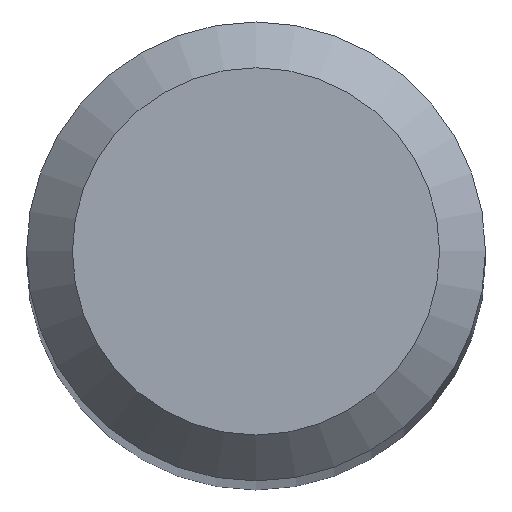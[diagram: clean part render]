
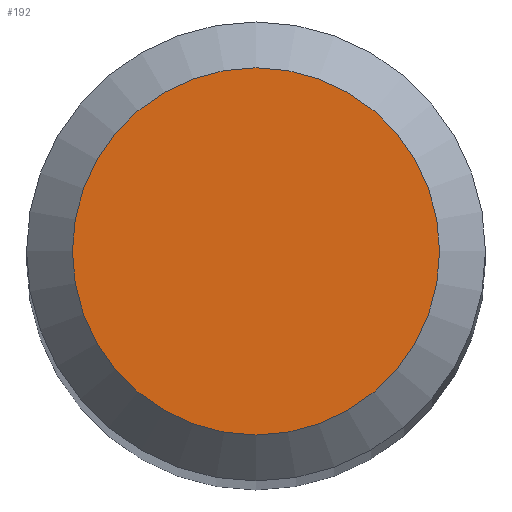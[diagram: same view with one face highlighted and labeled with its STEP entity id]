
A CAD part, top view. The second image highlights one B-rep face of the part: STEP entity #192.
In plain terms, the highlighted planar face has unit normal (0, 0, 1).
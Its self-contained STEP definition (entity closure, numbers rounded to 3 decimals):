
#5 = VERTEX_POINT ( 'NONE', #170 ) ;
#17 = PLANE ( 'NONE',  #252 ) ;
#47 = DIRECTION ( 'NONE',  ( 0., 1., 0. ) ) ;
#107 = EDGE_CURVE ( 'NONE', #5, #5, #210, .T. ) ;
#122 = FACE_OUTER_BOUND ( 'NONE', #274, .T. ) ;
#128 = AXIS2_PLACEMENT_3D ( 'NONE', #303, #235, #297 ) ;
#166 = CARTESIAN_POINT ( 'NONE',  ( 0., 0., 61. ) ) ;
#170 = CARTESIAN_POINT ( 'NONE',  ( 0., 1.2, 61. ) ) ;
#192 = ADVANCED_FACE ( 'NONE', ( #122 ), #17, .F. ) ;
#210 = CIRCLE ( 'NONE', #128, 1.2 ) ;
#235 = DIRECTION ( 'NONE',  ( 0., 0., -1. ) ) ;
#252 = AXIS2_PLACEMENT_3D ( 'NONE', #166, #261, #47 ) ;
#261 = DIRECTION ( 'NONE',  ( 0., 0., -1. ) ) ;
#274 = EDGE_LOOP ( 'NONE', ( #295 ) ) ;
#295 = ORIENTED_EDGE ( 'NONE', *, *, #107, .F. ) ;
#297 = DIRECTION ( 'NONE',  ( 0., 1., 0. ) ) ;
#303 = CARTESIAN_POINT ( 'NONE',  ( 0., 0., 61. ) ) ;
